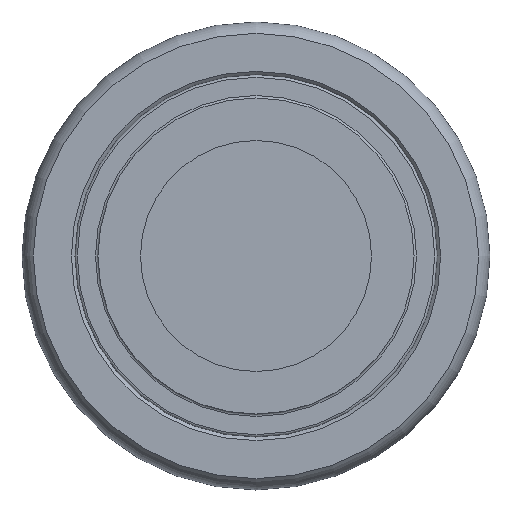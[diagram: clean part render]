
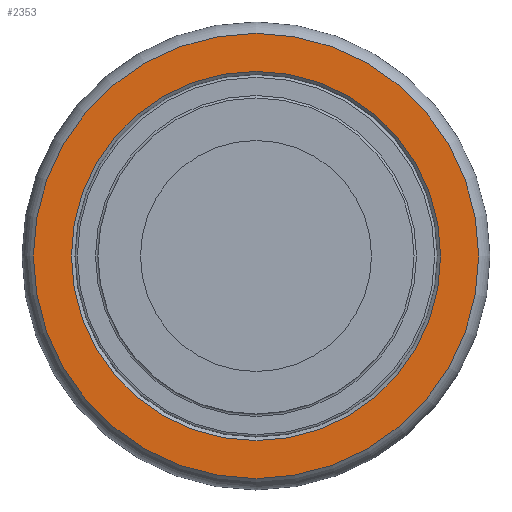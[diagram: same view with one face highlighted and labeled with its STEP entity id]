
A CAD part, left-side view. The second image highlights one B-rep face of the part: STEP entity #2353.
In plain terms, the highlighted planar face has unit normal (-1, 0, 0).
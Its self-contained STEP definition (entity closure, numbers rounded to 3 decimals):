
#2294=CARTESIAN_POINT('',(-5.95,15.186,0.0));
#2295=VERTEX_POINT('',#2294);
#2296=CARTESIAN_POINT('',(-5.95,0.,0.0));
#2297=DIRECTION('',(1.0,0.0,0.0));
#2298=DIRECTION('',(0.0,1.0,0.0));
#2299=AXIS2_PLACEMENT_3D('',#2296,#2297,#2298);
#2300=CIRCLE('',#2299,15.186);
#2301=EDGE_CURVE('',#2295,#2295,#2300,.T.);
#2334=CARTESIAN_POINT('',(-5.95,16.75,0.0));
#2335=DIRECTION('',(-1.0,0.0,0.0));
#2336=DIRECTION('',(0.0,0.0,1.0));
#2337=AXIS2_PLACEMENT_3D('',#2334,#2335,#2336);
#2338=PLANE('',#2337);
#2339=CARTESIAN_POINT('',(-5.95,18.314,0.0));
#2340=VERTEX_POINT('',#2339);
#2341=CARTESIAN_POINT('',(-5.95,0.,0.0));
#2342=DIRECTION('',(1.0,0.0,0.0));
#2343=DIRECTION('',(0.0,1.0,0.0));
#2344=AXIS2_PLACEMENT_3D('',#2341,#2342,#2343);
#2345=CIRCLE('',#2344,18.314);
#2346=EDGE_CURVE('',#2340,#2340,#2345,.T.);
#2347=ORIENTED_EDGE('',*,*,#2346,.F.);
#2348=EDGE_LOOP('',(#2347));
#2349=FACE_OUTER_BOUND('',#2348,.T.);
#2350=ORIENTED_EDGE('',*,*,#2301,.T.);
#2351=EDGE_LOOP('',(#2350));
#2352=FACE_BOUND('',#2351,.T.);
#2353=ADVANCED_FACE('',(#2349,#2352),#2338,.T.);
